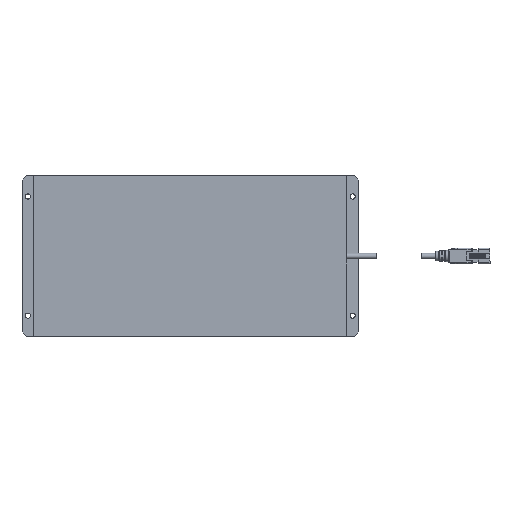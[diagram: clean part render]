
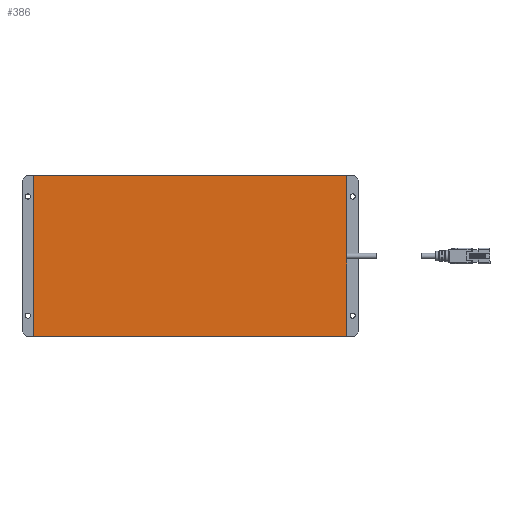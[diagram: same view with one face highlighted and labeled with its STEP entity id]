
A CAD part, top view. The second image highlights one B-rep face of the part: STEP entity #386.
In plain terms, the highlighted planar face has unit normal (0, 0, 1).
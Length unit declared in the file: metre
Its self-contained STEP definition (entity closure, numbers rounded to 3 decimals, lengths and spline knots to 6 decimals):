
#386=ADVANCED_FACE('0:300367',(#921),#922,.T.);
#921=FACE_OUTER_BOUND('',#1612,.T.);
#922=PLANE('',#1613);
#1612=EDGE_LOOP('',(#2924,#2925,#2926,#2927));
#1613=AXIS2_PLACEMENT_3D('',#2928,#2929,#2930);
#2924=ORIENTED_EDGE('',*,*,#4601,.T.);
#2925=ORIENTED_EDGE('',*,*,#4602,.T.);
#2926=ORIENTED_EDGE('',*,*,#4603,.T.);
#2927=ORIENTED_EDGE('',*,*,#4604,.F.);
#2928=CARTESIAN_POINT('',(0.,0.,0.0289));
#2929=DIRECTION('',(0.,0.,1.0));
#2930=DIRECTION('',(-1.0,0.,0.));
#4601=EDGE_CURVE('0:300877',#5444,#5445,#5446,.T.);
#4602=EDGE_CURVE('0:300907',#5445,#5447,#5448,.T.);
#4603=EDGE_CURVE('0:300607',#5447,#5449,#5450,.T.);
#4604=EDGE_CURVE('0:300844',#5444,#5449,#5451,.T.);
#5444=VERTEX_POINT('',#6663);
#5445=VERTEX_POINT('',#6664);
#5446=LINE('',#6665,#6666);
#5447=VERTEX_POINT('',#6667);
#5448=LINE('',#6668,#6669);
#5449=VERTEX_POINT('',#6670);
#5450=LINE('',#6671,#6672);
#5451=LINE('',#6673,#6674);
#6663=CARTESIAN_POINT('',(0.105,0.054,0.0289));
#6664=CARTESIAN_POINT('',(-0.105,0.054,0.0289));
#6665=CARTESIAN_POINT('',(0.105,0.054,0.0289));
#6666=VECTOR('',#8069,1.0);
#6667=CARTESIAN_POINT('',(-0.105,-0.054,0.0289));
#6668=CARTESIAN_POINT('',(-0.105,0.054,0.0289));
#6669=VECTOR('',#8070,1.0);
#6670=CARTESIAN_POINT('',(0.105,-0.054,0.0289));
#6671=CARTESIAN_POINT('',(-0.105,-0.054,0.0289));
#6672=VECTOR('',#8071,1.0);
#6673=CARTESIAN_POINT('',(0.105,0.054,0.0289));
#6674=VECTOR('',#8072,1.0);
#8069=DIRECTION('',(-1.0,0.,0.0));
#8070=DIRECTION('',(0.,-1.0,0.));
#8071=DIRECTION('',(1.0,0.,0.0));
#8072=DIRECTION('',(0.,-1.0,0.));
